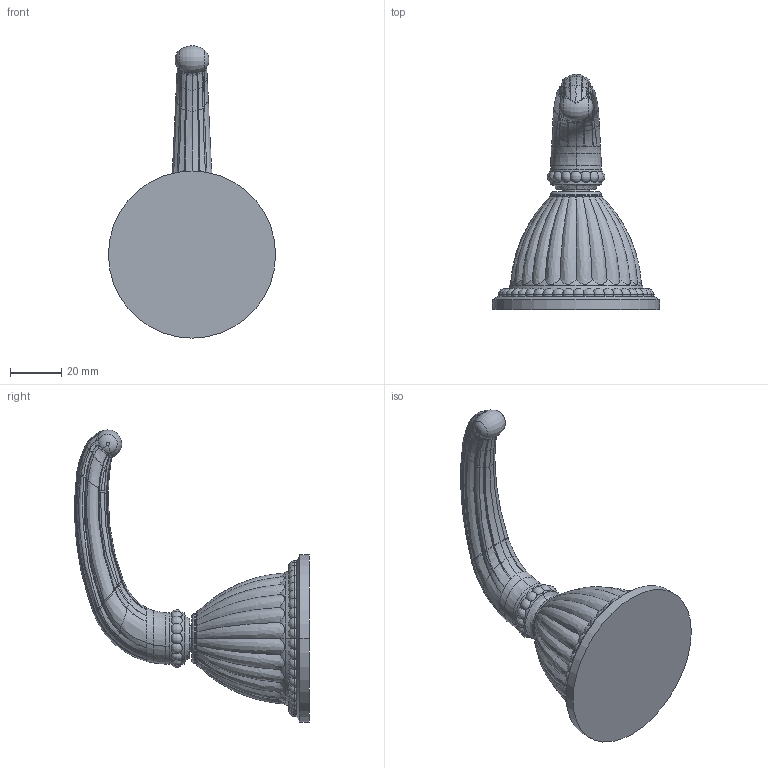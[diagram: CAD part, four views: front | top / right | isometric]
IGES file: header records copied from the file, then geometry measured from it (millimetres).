
Start section:  PTC IGES file: 3-159.igs
Global section: file name: 3-159.igs; native system: Creo Parametric by PTC Inc.; preprocessor: 2018400; author: jinson.thomas; organization: Unknown; date: 20201230.132652; units: inch
Bounding box: 65.28 x 91.72 x 114.12 mm (x, y, z)
Volume: 95454.5 mm3; surface area: 17409.8 mm2
Topology: 1 solids, 1 shells, 559 faces, 1498 edges, 854 vertices
Faces by surface type: bspline 426, revolution 133
